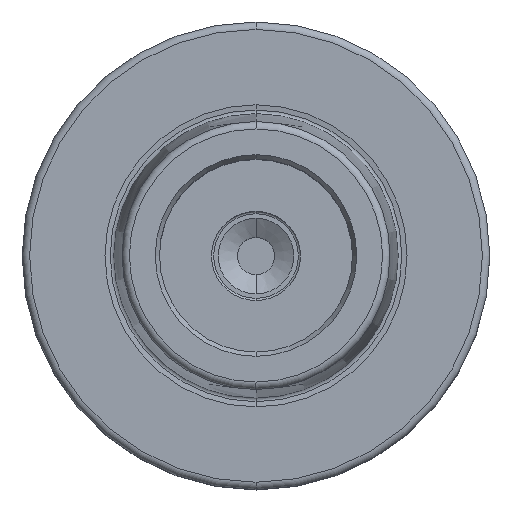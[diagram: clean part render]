
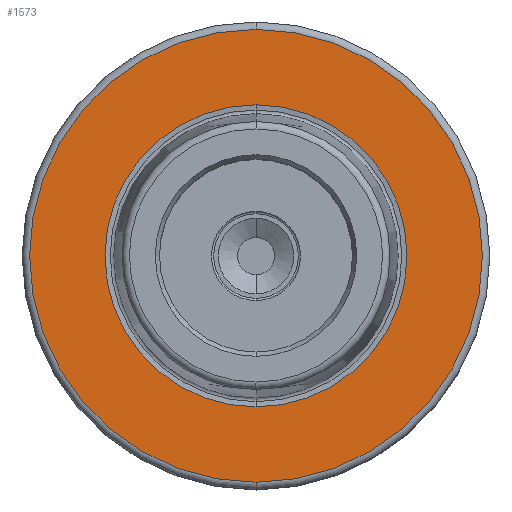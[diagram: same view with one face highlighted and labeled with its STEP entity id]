
A CAD part, top view. The second image highlights one B-rep face of the part: STEP entity #1573.
In plain terms, the highlighted planar face has unit normal (0, 0, 1).
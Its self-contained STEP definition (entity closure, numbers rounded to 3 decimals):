
#168=CARTESIAN_POINT('',(0,0,26));
#169=DIRECTION('',(0,0,1));
#170=DIRECTION('',(0,1,0));
#171=AXIS2_PLACEMENT_3D('',#168,#169,#170);
#173=CARTESIAN_POINT('',(0,0,26));
#174=DIRECTION('',(0,0,1));
#175=DIRECTION('',(0,-1,0));
#176=AXIS2_PLACEMENT_3D('',#173,#174,#175);
#186=CARTESIAN_POINT('',(0,0,26));
#187=DIRECTION('',(0,0,1));
#188=DIRECTION('',(0,1,0));
#189=AXIS2_PLACEMENT_3D('',#186,#187,#188);
#191=CARTESIAN_POINT('',(0,0,26));
#192=DIRECTION('',(0,0,-1));
#193=DIRECTION('',(0,1,0));
#194=AXIS2_PLACEMENT_3D('',#191,#192,#193);
#1101=CARTESIAN_POINT('',(0,20.344,26));
#1103=VERTEX_POINT('',#1101);
#1131=CARTESIAN_POINT('',(0,-20.344,26));
#1133=VERTEX_POINT('',#1131);
#1177=CARTESIAN_POINT('',(0,30.5,26));
#1178=CARTESIAN_POINT('',(0,-30.5,26));
#1179=VERTEX_POINT('',#1177);
#1180=VERTEX_POINT('',#1178);
#1557=CARTESIAN_POINT('',(0,0,26));
#1558=DIRECTION('',(0,0,-1));
#1559=DIRECTION('',(0,-1,0));
#1560=AXIS2_PLACEMENT_3D('',#1557,#1558,#1559);
#1561=PLANE('',#1560);
#1563=ORIENTED_EDGE('',*,*,#1562,.F.);
#1564=ORIENTED_EDGE('',*,*,#1547,.F.);
#1565=EDGE_LOOP('',(#1563,#1564));
#1566=FACE_OUTER_BOUND('',#1565,.F.);
#1568=ORIENTED_EDGE('',*,*,#1567,.T.);
#1570=ORIENTED_EDGE('',*,*,#1569,.F.);
#1571=EDGE_LOOP('',(#1568,#1570));
#1572=FACE_BOUND('',#1571,.F.);
#1573=ADVANCED_FACE('',(#1566,#1572),#1561,.F.);
#172=CIRCLE('',#171,30.5);
#177=CIRCLE('',#176,30.5);
#190=CIRCLE('',#189,20.344);
#195=CIRCLE('',#194,20.344);
#1547=EDGE_CURVE('',#1180,#1179,#177,.T.);
#1562=EDGE_CURVE('',#1179,#1180,#172,.T.);
#1567=EDGE_CURVE('',#1103,#1133,#190,.T.);
#1569=EDGE_CURVE('',#1103,#1133,#195,.T.);
